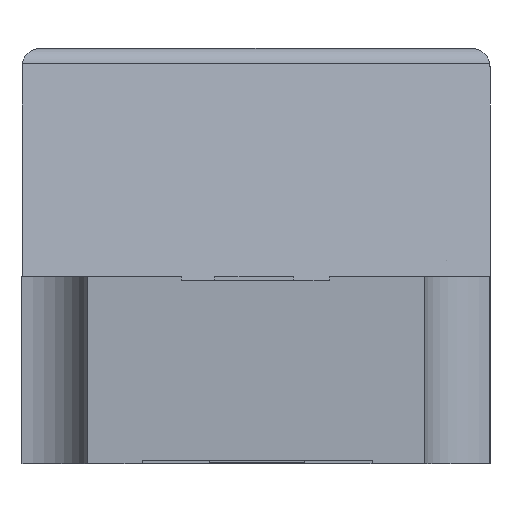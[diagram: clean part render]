
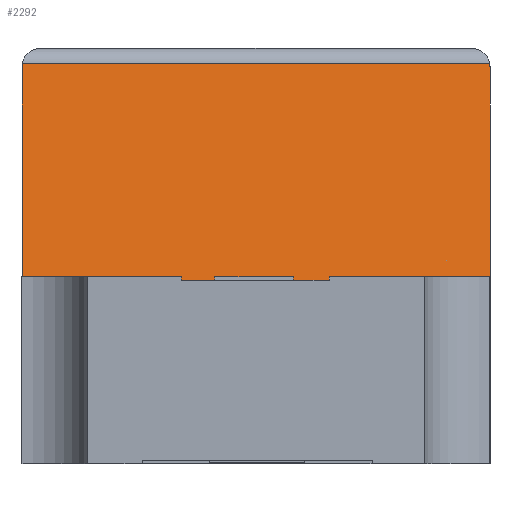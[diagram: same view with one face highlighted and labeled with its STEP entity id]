
A CAD part, left-side view. The second image highlights one B-rep face of the part: STEP entity #2292.
In plain terms, the highlighted planar face has unit normal (-0.985, 0, 0.174).
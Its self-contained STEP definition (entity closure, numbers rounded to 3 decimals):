
#128=PLANE('',#2432);
#241=FACE_OUTER_BOUND('',#358,.T.);
#358=EDGE_LOOP('',(#1654,#1655,#1656,#1657,#1658,#1659));
#476=ELLIPSE('',#2422,0.051,0.05);
#480=ELLIPSE('',#2428,0.051,0.05);
#485=LINE('',#3144,#792);
#491=LINE('',#3163,#798);
#492=LINE('',#3165,#799);
#493=LINE('',#3166,#800);
#792=VECTOR('',#2569,10.);
#798=VECTOR('',#2589,10.);
#799=VECTOR('',#2590,10.);
#800=VECTOR('',#2591,10.);
#1099=VERTEX_POINT('',#3133);
#1100=VERTEX_POINT('',#3135);
#1103=VERTEX_POINT('',#3143);
#1106=VERTEX_POINT('',#3150);
#1109=VERTEX_POINT('',#3162);
#1110=VERTEX_POINT('',#3164);
#1313=EDGE_CURVE('',#1099,#1100,#476,.T.);
#1317=EDGE_CURVE('',#1103,#1099,#485,.T.);
#1321=EDGE_CURVE('',#1106,#1103,#480,.T.);
#1327=EDGE_CURVE('',#1106,#1109,#491,.T.);
#1328=EDGE_CURVE('',#1109,#1110,#492,.T.);
#1329=EDGE_CURVE('',#1110,#1100,#493,.T.);
#1654=ORIENTED_EDGE('',*,*,#1313,.F.);
#1655=ORIENTED_EDGE('',*,*,#1317,.F.);
#1656=ORIENTED_EDGE('',*,*,#1321,.F.);
#1657=ORIENTED_EDGE('',*,*,#1327,.T.);
#1658=ORIENTED_EDGE('',*,*,#1328,.T.);
#1659=ORIENTED_EDGE('',*,*,#1329,.T.);
#2292=ADVANCED_FACE('',(#241),#128,.T.);
#2422=AXIS2_PLACEMENT_3D('',#3136,#2560,#2561);
#2428=AXIS2_PLACEMENT_3D('',#3152,#2576,#2577);
#2432=AXIS2_PLACEMENT_3D('',#3161,#2587,#2588);
#2560=DIRECTION('center_axis',(0.985,0.,-0.174));
#2561=DIRECTION('ref_axis',(0.174,0.,0.985));
#2569=DIRECTION('',(0.,-1.,0.));
#2576=DIRECTION('center_axis',(0.985,0.,-0.174));
#2577=DIRECTION('ref_axis',(0.174,0.,0.985));
#2587=DIRECTION('center_axis',(-0.985,0.,0.174));
#2588=DIRECTION('ref_axis',(0.174,0.,0.985));
#2589=DIRECTION('',(-0.174,0.,-0.985));
#2590=DIRECTION('',(0.,-1.,0.));
#2591=DIRECTION('',(0.174,0.,0.985));
#3133=CARTESIAN_POINT('',(-0.598,-0.624,0.579));
#3135=CARTESIAN_POINT('',(-0.599,-0.625,0.57));
#3136=CARTESIAN_POINT('Origin',(-0.599,-0.575,0.57));
#3143=CARTESIAN_POINT('',(-0.598,0.624,0.579));
#3144=CARTESIAN_POINT('',(-0.598,0.156,0.579));
#3150=CARTESIAN_POINT('',(-0.599,0.625,0.57));
#3152=CARTESIAN_POINT('Origin',(-0.599,0.575,0.57));
#3161=CARTESIAN_POINT('Origin',(-0.645,0.313,0.31));
#3162=CARTESIAN_POINT('',(-0.7,0.625,0.));
#3163=CARTESIAN_POINT('',(-0.652,0.625,0.275));
#3164=CARTESIAN_POINT('',(-0.7,-0.625,0.));
#3165=CARTESIAN_POINT('',(-0.7,0.625,0.));
#3166=CARTESIAN_POINT('',(-0.673,-0.625,0.155));
